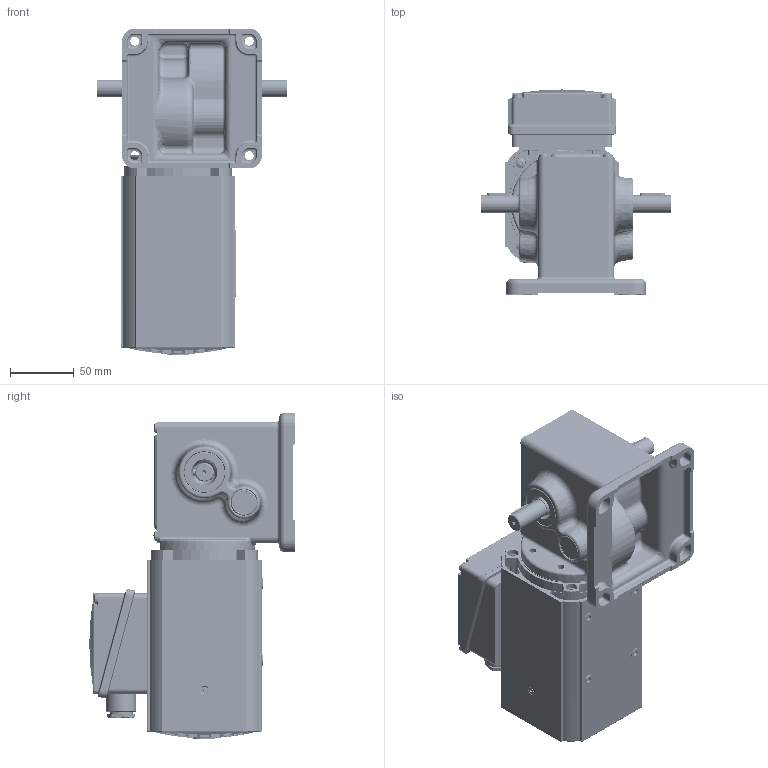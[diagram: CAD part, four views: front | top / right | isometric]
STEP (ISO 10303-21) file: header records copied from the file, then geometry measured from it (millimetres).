
FILE_DESCRIPTION (( 'STEP AP214' ), '1' );
FILE_NAME ('Motor IGLU80-40 mit Getr. Z14.STEP', '2017-12-08T10:44:21', ( 'gfeller' ), ( '' ), 'SwSTEP 2.0', 'SolidWorks 2017', '' );
FILE_SCHEMA (( 'AUTOMOTIVE_DESIGN' ));
Length unit declared in the file: millimetre
Products named in the file (1): Motor IGLU80-40 mit Getr. Z14
Bounding box: 150 x 161.43 x 257.15 mm (x, y, z)
Volume: 704311.4 mm3; surface area: 428826.4 mm2
Topology: 96 solids, 97 shells, 5130 faces, 12404 edges, 7351 vertices
Faces by surface type: plane 1775, cylinder 1763, cone 615, torus 485, sphere 260, bspline 232
Entity records: 217905 total; most frequent: CARTESIAN_POINT 42483, DIRECTION 25581, ORIENTED_EDGE 24240, EDGE_CURVE 12120, AXIS2_PLACEMENT_3D 10159, VERTEX_POINT 7321, EDGE_LOOP 5637, LINE 5263
